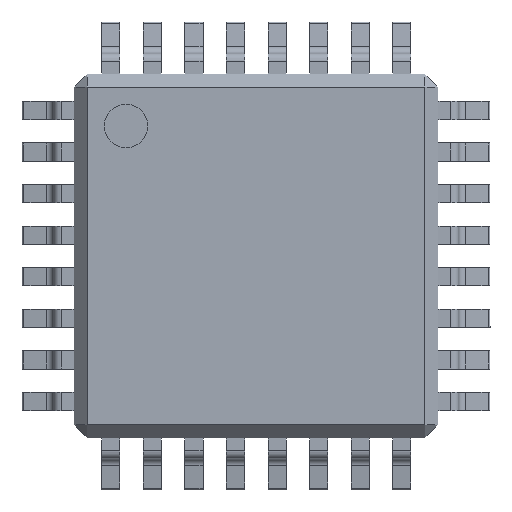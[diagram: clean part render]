
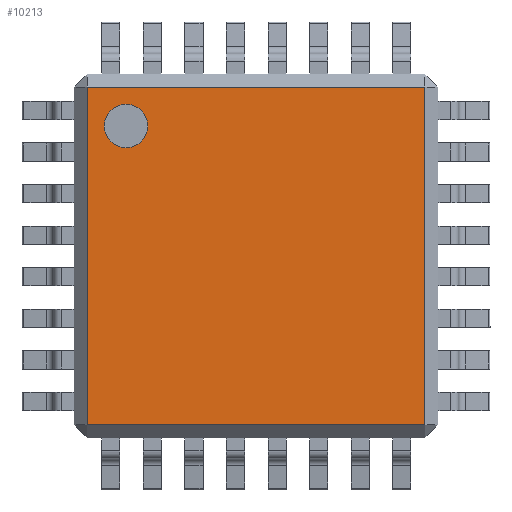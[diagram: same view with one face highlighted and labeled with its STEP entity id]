
A CAD part, top view. The second image highlights one B-rep face of the part: STEP entity #10213.
In plain terms, the highlighted planar face has unit normal (0, 0, 1).
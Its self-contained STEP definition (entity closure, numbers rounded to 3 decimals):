
#11=FACE_BOUND('',#1959,.T.);
#878=PLANE('',#11689);
#1418=FACE_OUTER_BOUND('',#1958,.T.);
#1958=EDGE_LOOP('',(#9475,#9476,#9477,#9478));
#1959=EDGE_LOOP('',(#9479,#9480));
#2952=LINE('',#17968,#3961);
#2959=LINE('',#17981,#3968);
#2961=LINE('',#17984,#3970);
#2963=LINE('',#17987,#3972);
#3961=VECTOR('',#14869,10.);
#3968=VECTOR('',#14882,10.);
#3970=VECTOR('',#14886,10.);
#3972=VECTOR('',#14890,10.);
#4363=CIRCLE('',#11660,0.419);
#4364=CIRCLE('',#11661,0.419);
#5264=VERTEX_POINT('',#17896);
#5265=VERTEX_POINT('',#17898);
#5276=VERTEX_POINT('',#17926);
#5282=VERTEX_POINT('',#17949);
#5285=VERTEX_POINT('',#17959);
#5288=VERTEX_POINT('',#17972);
#6636=EDGE_CURVE('',#5265,#5264,#4363,.T.);
#6637=EDGE_CURVE('',#5264,#5265,#4364,.T.);
#6670=EDGE_CURVE('',#5276,#5285,#2952,.T.);
#6677=EDGE_CURVE('',#5285,#5288,#2959,.T.);
#6679=EDGE_CURVE('',#5288,#5282,#2961,.T.);
#6681=EDGE_CURVE('',#5282,#5276,#2963,.T.);
#9475=ORIENTED_EDGE('',*,*,#6670,.F.);
#9476=ORIENTED_EDGE('',*,*,#6681,.F.);
#9477=ORIENTED_EDGE('',*,*,#6679,.F.);
#9478=ORIENTED_EDGE('',*,*,#6677,.F.);
#9479=ORIENTED_EDGE('',*,*,#6636,.T.);
#9480=ORIENTED_EDGE('',*,*,#6637,.T.);
#10213=ADVANCED_FACE('',(#1418,#11),#878,.T.);
#11660=AXIS2_PLACEMENT_3D('',#17899,#14804,#14805);
#11661=AXIS2_PLACEMENT_3D('',#17900,#14806,#14807);
#11689=AXIS2_PLACEMENT_3D('',#18000,#14910,#14911);
#14804=DIRECTION('center_axis',(0.,0.,
-1.));
#14805=DIRECTION('ref_axis',(0.814,0.581,0.));
#14806=DIRECTION('center_axis',(0.,0.,
-1.));
#14807=DIRECTION('ref_axis',(0.814,0.581,0.));
#14869=DIRECTION('',(0.,-1.,0.));
#14882=DIRECTION('',(-1.,0.,0.));
#14886=DIRECTION('',(0.,1.,0.));
#14890=DIRECTION('',(1.,0.,0.));
#14910=DIRECTION('center_axis',(0.,0.,1.));
#14911=DIRECTION('ref_axis',(1.,0.,0.));
#17896=CARTESIAN_POINT('',(-3.001,2.49,0.906));
#17898=CARTESIAN_POINT('',(-2.163,2.49,0.906));
#17899=CARTESIAN_POINT('Origin',(-2.582,2.49,0.906));
#17900=CARTESIAN_POINT('Origin',(-2.582,2.49,0.906));
#17926=CARTESIAN_POINT('',(3.168,3.24,0.906));
#17949=CARTESIAN_POINT('',(-3.332,3.24,0.906));
#17959=CARTESIAN_POINT('',(3.168,-3.26,0.906));
#17968=CARTESIAN_POINT('',(3.168,3.24,0.906));
#17972=CARTESIAN_POINT('',(-3.332,-3.26,0.906));
#17981=CARTESIAN_POINT('',(3.168,-3.26,0.906));
#17984=CARTESIAN_POINT('',(-3.332,-3.26,0.906));
#17987=CARTESIAN_POINT('',(-3.332,3.24,0.906));
#18000=CARTESIAN_POINT('Origin',(-0.082,-3.27,
0.906));
